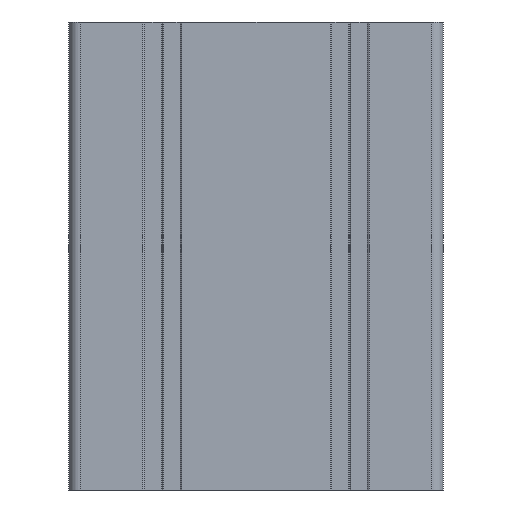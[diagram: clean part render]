
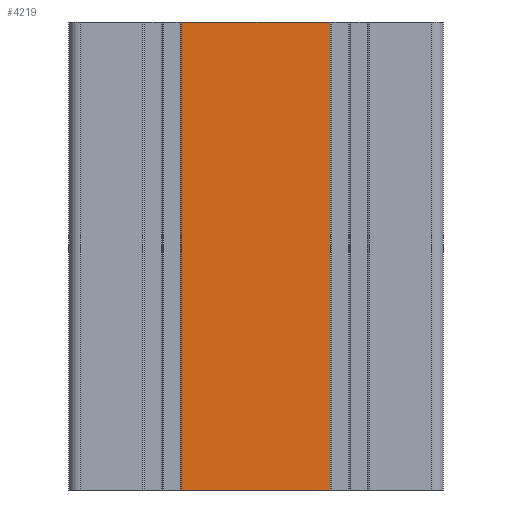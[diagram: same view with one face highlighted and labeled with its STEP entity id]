
A CAD part, front view. The second image highlights one B-rep face of the part: STEP entity #4219.
In plain terms, the highlighted planar face has unit normal (0, -1, 0).
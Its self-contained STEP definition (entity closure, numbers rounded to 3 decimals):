
#88=PLANE('',#4553);
#273=FACE_OUTER_BOUND('',#491,.T.);
#491=EDGE_LOOP('',(#3189,#3190,#3191,#3192));
#821=LINE('',#6612,#1277);
#822=LINE('',#6615,#1278);
#823=LINE('',#6617,#1279);
#824=LINE('',#6618,#1280);
#1277=VECTOR('',#5381,100.);
#1278=VECTOR('',#5384,31.7);
#1279=VECTOR('',#5385,31.7);
#1280=VECTOR('',#5386,100.);
#1921=VERTEX_POINT('',#6608);
#1922=VERTEX_POINT('',#6610);
#1923=VERTEX_POINT('',#6614);
#1924=VERTEX_POINT('',#6616);
#2451=EDGE_CURVE('',#1921,#1922,#821,.T.);
#2452=EDGE_CURVE('',#1923,#1921,#822,.T.);
#2453=EDGE_CURVE('',#1924,#1922,#823,.T.);
#2454=EDGE_CURVE('',#1923,#1924,#824,.T.);
#3189=ORIENTED_EDGE('',*,*,#2452,.T.);
#3190=ORIENTED_EDGE('',*,*,#2451,.T.);
#3191=ORIENTED_EDGE('',*,*,#2453,.F.);
#3192=ORIENTED_EDGE('',*,*,#2454,.F.);
#4219=ADVANCED_FACE('',(#273),#88,.T.);
#4553=AXIS2_PLACEMENT_3D('',#6613,#5382,#5383);
#5381=DIRECTION('',(0.,0.,1.));
#5382=DIRECTION('center_axis',(0.,-1.,0.));
#5383=DIRECTION('ref_axis',(1.,0.,0.));
#5384=DIRECTION('',(1.,0.,0.));
#5385=DIRECTION('',(1.,0.,0.));
#5386=DIRECTION('',(0.,0.,1.));
#6608=CARTESIAN_POINT('',(15.85,-40.,0.));
#6610=CARTESIAN_POINT('',(15.85,-40.,100.));
#6612=CARTESIAN_POINT('',(15.85,-40.,0.));
#6613=CARTESIAN_POINT('Origin',(-15.85,-40.,0.));
#6614=CARTESIAN_POINT('',(-15.85,-40.,0.));
#6615=CARTESIAN_POINT('',(-15.85,-40.,0.));
#6616=CARTESIAN_POINT('',(-15.85,-40.,100.));
#6617=CARTESIAN_POINT('',(-15.85,-40.,100.));
#6618=CARTESIAN_POINT('',(-15.85,-40.,0.));
